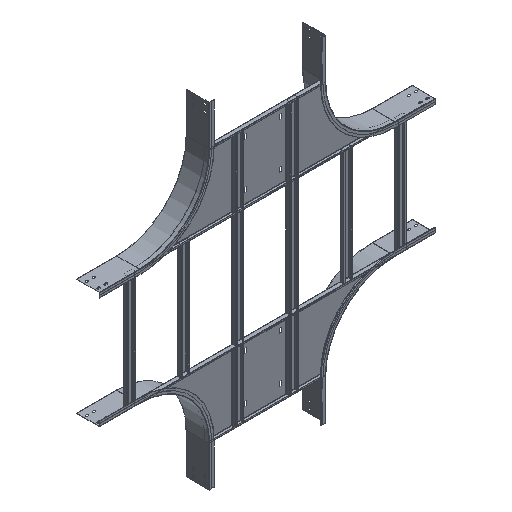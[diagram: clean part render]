
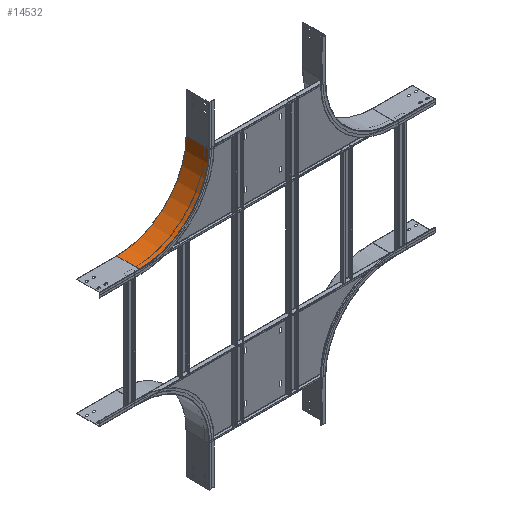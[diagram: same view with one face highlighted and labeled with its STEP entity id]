
A CAD part, isometric view. The second image highlights one B-rep face of the part: STEP entity #14532.
In plain terms, the highlighted cylindrical face has radius 298.8 mm (diameter 597.6 mm), a partial arc.
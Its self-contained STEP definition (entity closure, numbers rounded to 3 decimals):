
#527 = CIRCLE ( 'NONE', #4063, 298.8 ) ;
#592 = LINE ( 'NONE', #14784, #594 ) ;
#594 = VECTOR ( 'NONE', #14785, 1000. ) ;
#614 = CIRCLE ( 'NONE', #4034, 298.8 ) ;
#1645 = DIRECTION ( 'NONE',  ( 0., 0., -1. ) ) ;
#1647 = DIRECTION ( 'NONE',  ( 0., 1., 0. ) ) ;
#1649 = CARTESIAN_POINT ( 'NONE',  ( -550., -19.8, 797.8 ) ) ;
#2914 = CARTESIAN_POINT ( 'NONE',  ( -550., -18., 499. ) ) ;
#2945 = CARTESIAN_POINT ( 'NONE',  ( -550., 80.201, 499. ) ) ;
#3281 = ORIENTED_EDGE ( 'NONE', *, *, #14084, .F. ) ;
#3283 = ORIENTED_EDGE ( 'NONE', *, *, #14043, .T. ) ;
#3284 = ORIENTED_EDGE ( 'NONE', *, *, #8933, .F. ) ;
#3286 = ORIENTED_EDGE ( 'NONE', *, *, #14112, .F. ) ;
#3878 = AXIS2_PLACEMENT_3D ( 'NONE', #1649, #1647, #1645 ) ;
#4034 = AXIS2_PLACEMENT_3D ( 'NONE', #14863, #14864, #14865 ) ;
#4063 = AXIS2_PLACEMENT_3D ( 'NONE', #10299, #10300, #10301 ) ;
#4341 = CARTESIAN_POINT ( 'NONE',  ( -251.2, -18., 797.8 ) ) ;
#4351 = CARTESIAN_POINT ( 'NONE',  ( -251.2, 80.201, 797.8 ) ) ;
#4845 = FACE_OUTER_BOUND ( 'NONE', #9320, .T. ) ;
#4854 = CYLINDRICAL_SURFACE ( 'NONE', #3878, 298.8 ) ;
#7574 = VERTEX_POINT ( 'NONE', #2914 ) ;
#7611 = VERTEX_POINT ( 'NONE', #2945 ) ;
#7653 = VERTEX_POINT ( 'NONE', #4341 ) ;
#7665 = VERTEX_POINT ( 'NONE', #4351 ) ;
#8933 = EDGE_CURVE ( 'NONE', #7665, #7653, #15298, .T. ) ;
#9320 = EDGE_LOOP ( 'NONE', ( #3286, #3284, #3283, #3281 ) ) ;
#9673 = CARTESIAN_POINT ( 'NONE',  ( -251.2, -18., 797.8 ) ) ;
#9674 = DIRECTION ( 'NONE',  ( 0., -1., 0. ) ) ;
#10299 = CARTESIAN_POINT ( 'NONE',  ( -550., 80.201, 797.8 ) ) ;
#10300 = DIRECTION ( 'NONE',  ( 0., 1., 0. ) ) ;
#10301 = DIRECTION ( 'NONE',  ( 0., 0., -1. ) ) ;
#14043 = EDGE_CURVE ( 'NONE', #7665, #7611, #527, .T. ) ;
#14084 = EDGE_CURVE ( 'NONE', #7574, #7611, #592, .T. ) ;
#14112 = EDGE_CURVE ( 'NONE', #7653, #7574, #614, .T. ) ;
#14532 = ADVANCED_FACE ( 'NONE', ( #4845 ), #4854, .F. ) ;
#14784 = CARTESIAN_POINT ( 'NONE',  ( -550., 64.26, 499. ) ) ;
#14785 = DIRECTION ( 'NONE',  ( 0., 1., 0. ) ) ;
#14863 = CARTESIAN_POINT ( 'NONE',  ( -550., -18., 797.8 ) ) ;
#14864 = DIRECTION ( 'NONE',  ( 0., 1., 0. ) ) ;
#14865 = DIRECTION ( 'NONE',  ( 0., 0., -1. ) ) ;
#15298 = LINE ( 'NONE', #9673, #15300 ) ;
#15300 = VECTOR ( 'NONE', #9674, 1000. ) ;
